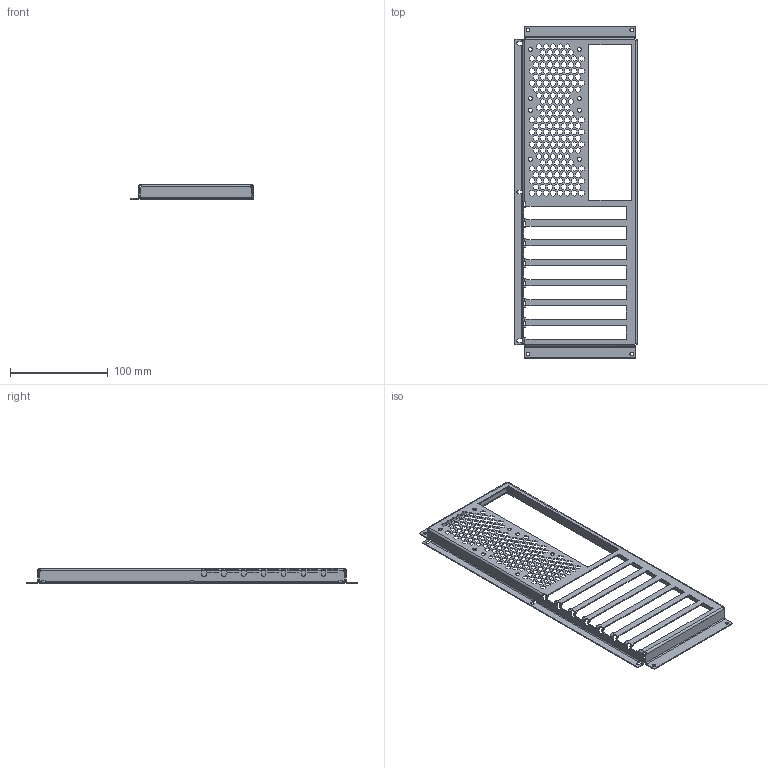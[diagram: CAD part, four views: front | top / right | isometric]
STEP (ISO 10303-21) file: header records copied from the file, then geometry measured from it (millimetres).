
FILE_DESCRIPTION(/* description */ (''),/* implementation_level */ '2;1');
FILE_NAME(/* name */ 'MotherboardIOBackplate.step',/* time_stamp */ '2022-02-27T23:19:12+01:00',/* author */ (''),/* organization */ (''),/* preprocessor_version */ 'ST-DEVELOPER v18.1',/* originating_system */ 'Autodesk Translation Framework v10.13.0.1454',/* authorisation */ '');
FILE_SCHEMA (('AUTOMOTIVE_DESIGN { 1 0 10303 214 3 1 1 }'));
Length unit declared in the file: millimetre
Products named in the file (1): MotherboardIOBackplate
Bounding box: 125.04 x 338.79 x 14.59 mm (x, y, z)
Volume: 30724.5 mm3; surface area: 68026.4 mm2
Topology: 1 solids, 1 shells, 1263 faces, 3789 edges, 2494 vertices
Faces by surface type: plane 1166, cylinder 89, bspline 8
Full cylindrical faces by diameter (mm): 3.6 x7, 4 x8
Entity records: 42805 total; most frequent: CARTESIAN_POINT 7847, ORIENTED_EDGE 7578, DIRECTION 6447, EDGE_CURVE 3789, LINE 3611, VECTOR 3611, VERTEX_POINT 2494, EDGE_LOOP 1631
